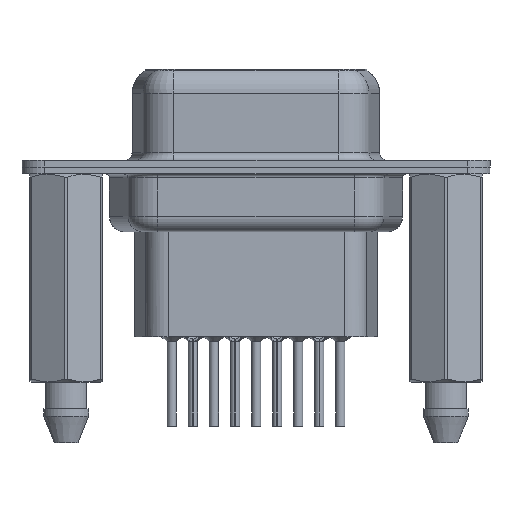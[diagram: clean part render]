
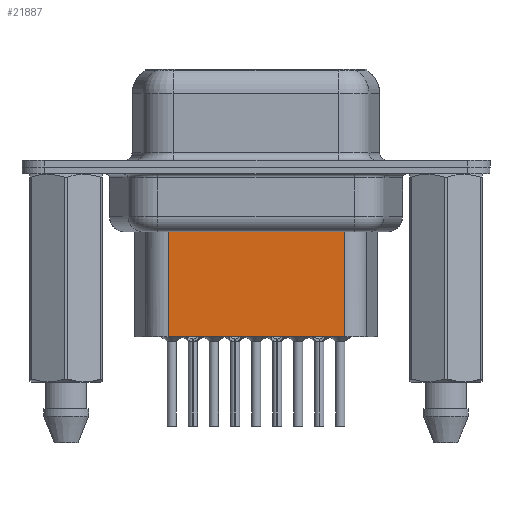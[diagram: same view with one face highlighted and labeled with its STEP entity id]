
A CAD part, front view. The second image highlights one B-rep face of the part: STEP entity #21887.
In plain terms, the highlighted planar face has unit normal (0, -1, 0).
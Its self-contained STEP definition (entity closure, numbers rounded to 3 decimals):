
#217 = CARTESIAN_POINT ( 'NONE',  ( 6.706, -3.5, -3.1 ) ) ;
#223 = ORIENTED_EDGE ( 'NONE', *, *, #2849, .F. ) ;
#289 = VECTOR ( 'NONE', #10608, 1000. ) ;
#523 = EDGE_LOOP ( 'NONE', ( #14216, #19674, #20015, #223 ) ) ;
#738 = CARTESIAN_POINT ( 'NONE',  ( 6.706, -3.5, -11.15 ) ) ;
#1205 = VECTOR ( 'NONE', #14054, 1000. ) ;
#1908 = CARTESIAN_POINT ( 'NONE',  ( 6.706, -3.5, -4.097 ) ) ;
#1939 = CARTESIAN_POINT ( 'NONE',  ( 18.294, -3.5, -11.15 ) ) ;
#2019 = LINE ( 'NONE', #4525, #13833 ) ;
#2143 = DIRECTION ( 'NONE',  ( 0., -1., 0. ) ) ;
#2849 = EDGE_CURVE ( 'NONE', #6875, #19542, #9188, .T. ) ;
#2897 = LINE ( 'NONE', #9953, #7759 ) ;
#3557 = LINE ( 'NONE', #3780, #289 ) ;
#3780 = CARTESIAN_POINT ( 'NONE',  ( 6.706, -3.5, -3.1 ) ) ;
#4380 = CARTESIAN_POINT ( 'NONE',  ( 18.294, -3.5, -4.097 ) ) ;
#4525 = CARTESIAN_POINT ( 'NONE',  ( 6.459, -3.5, -4.097 ) ) ;
#6875 = VERTEX_POINT ( 'NONE', #1939 ) ;
#7217 = DIRECTION ( 'NONE',  ( 1., 0., 0. ) ) ;
#7759 = VECTOR ( 'NONE', #11904, 1000. ) ;
#9188 = LINE ( 'NONE', #19768, #1205 ) ;
#9487 = EDGE_CURVE ( 'NONE', #14716, #14018, #2019, .T. ) ;
#9953 = CARTESIAN_POINT ( 'NONE',  ( 18.294, -3.5, -3.1 ) ) ;
#10608 = DIRECTION ( 'NONE',  ( 0., 0., -1. ) ) ;
#11318 = EDGE_CURVE ( 'NONE', #14018, #19542, #3557, .T. ) ;
#11904 = DIRECTION ( 'NONE',  ( 0., 0., -1. ) ) ;
#12749 = FACE_OUTER_BOUND ( 'NONE', #523, .T. ) ;
#13833 = VECTOR ( 'NONE', #14811, 1000. ) ;
#14018 = VERTEX_POINT ( 'NONE', #1908 ) ;
#14054 = DIRECTION ( 'NONE',  ( -1., 0., 0. ) ) ;
#14216 = ORIENTED_EDGE ( 'NONE', *, *, #21414, .F. ) ;
#14716 = VERTEX_POINT ( 'NONE', #4380 ) ;
#14811 = DIRECTION ( 'NONE',  ( -1., 0., 0. ) ) ;
#15468 = AXIS2_PLACEMENT_3D ( 'NONE', #217, #2143, #7217 ) ;
#19542 = VERTEX_POINT ( 'NONE', #738 ) ;
#19674 = ORIENTED_EDGE ( 'NONE', *, *, #9487, .T. ) ;
#19768 = CARTESIAN_POINT ( 'NONE',  ( 6.706, -3.5, -11.15 ) ) ;
#20015 = ORIENTED_EDGE ( 'NONE', *, *, #11318, .T. ) ;
#21262 = PLANE ( 'NONE',  #15468 ) ;
#21414 = EDGE_CURVE ( 'NONE', #14716, #6875, #2897, .T. ) ;
#21887 = ADVANCED_FACE ( 'NONE', ( #12749 ), #21262, .T. ) ;
